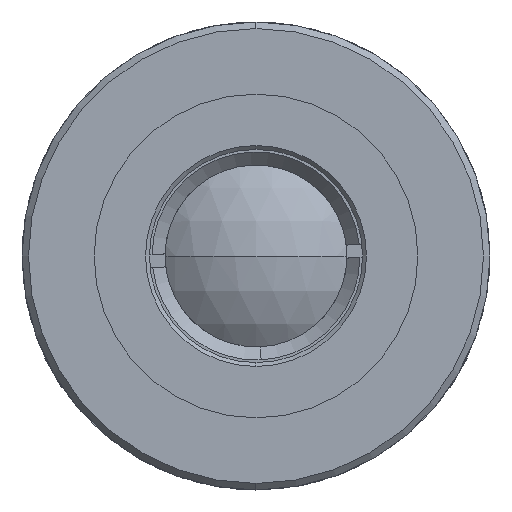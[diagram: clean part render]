
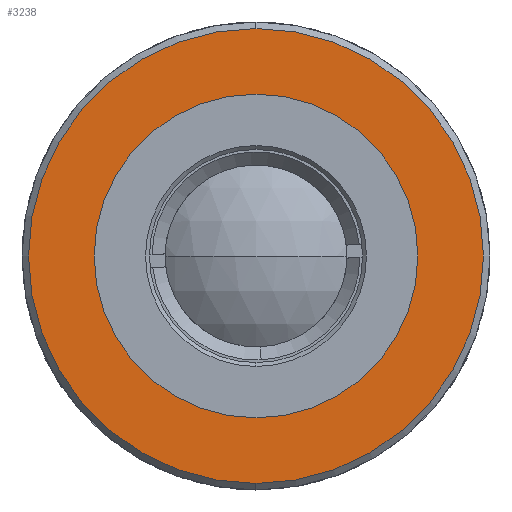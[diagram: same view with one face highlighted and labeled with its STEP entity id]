
A CAD part, left-side view. The second image highlights one B-rep face of the part: STEP entity #3238.
In plain terms, the highlighted planar face has unit normal (-1, 0, 0).
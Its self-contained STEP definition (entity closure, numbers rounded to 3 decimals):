
#403 = FACE_OUTER_BOUND ( 'NONE', #756, .T. ) ;
#453 = CARTESIAN_POINT ( 'NONE',  ( -5.002, 0., 12.45 ) ) ;
#756 = EDGE_LOOP ( 'NONE', ( #1050, #1930 ) ) ;
#1050 = ORIENTED_EDGE ( 'NONE', *, *, #2076, .T. ) ;
#1064 = CARTESIAN_POINT ( 'NONE',  ( -5.002, 0., -17.5 ) ) ;
#1119 = VERTEX_POINT ( 'NONE', #4854 ) ;
#1135 = DIRECTION ( 'NONE',  ( -1., 0., 0. ) ) ;
#1529 = PLANE ( 'NONE',  #2720 ) ;
#1738 = DIRECTION ( 'NONE',  ( 0., 0., -1. ) ) ;
#1854 = FACE_BOUND ( 'NONE', #4909, .T. ) ;
#1880 = EDGE_CURVE ( 'NONE', #2283, #4845, #2587, .T. ) ;
#1930 = ORIENTED_EDGE ( 'NONE', *, *, #2267, .T. ) ;
#2076 = EDGE_CURVE ( 'NONE', #3471, #1119, #2419, .T. ) ;
#2267 = EDGE_CURVE ( 'NONE', #1119, #3471, #3152, .T. ) ;
#2283 = VERTEX_POINT ( 'NONE', #453 ) ;
#2342 = AXIS2_PLACEMENT_3D ( 'NONE', #2895, #4395, #1738 ) ;
#2419 = CIRCLE ( 'NONE', #2342, 17.5 ) ;
#2502 = DIRECTION ( 'NONE',  ( -1., 0., 0. ) ) ;
#2587 = CIRCLE ( 'NONE', #3535, 12.45 ) ;
#2672 = CIRCLE ( 'NONE', #3536, 12.45 ) ;
#2696 = DIRECTION ( 'NONE',  ( 0., 0., -1. ) ) ;
#2720 = AXIS2_PLACEMENT_3D ( 'NONE', #4920, #3466, #3803 ) ;
#2895 = CARTESIAN_POINT ( 'NONE',  ( -5.002, 0., 0. ) ) ;
#3152 = CIRCLE ( 'NONE', #4010, 17.5 ) ;
#3238 = ADVANCED_FACE ( 'NONE', ( #403, #1854 ), #1529, .F. ) ;
#3466 = DIRECTION ( 'NONE',  ( 1., 0., 0. ) ) ;
#3471 = VERTEX_POINT ( 'NONE', #1064 ) ;
#3535 = AXIS2_PLACEMENT_3D ( 'NONE', #3547, #2502, #3985 ) ;
#3536 = AXIS2_PLACEMENT_3D ( 'NONE', #4599, #1135, #3788 ) ;
#3547 = CARTESIAN_POINT ( 'NONE',  ( -5.002, 0., 0. ) ) ;
#3788 = DIRECTION ( 'NONE',  ( 0., 0., 1. ) ) ;
#3803 = DIRECTION ( 'NONE',  ( 0., 0., -1. ) ) ;
#3904 = ORIENTED_EDGE ( 'NONE', *, *, #3986, .F. ) ;
#3943 = CARTESIAN_POINT ( 'NONE',  ( -5.002, 0., -12.45 ) ) ;
#3985 = DIRECTION ( 'NONE',  ( 0., 0., 1. ) ) ;
#3986 = EDGE_CURVE ( 'NONE', #4845, #2283, #2672, .T. ) ;
#4010 = AXIS2_PLACEMENT_3D ( 'NONE', #4578, #4651, #2696 ) ;
#4048 = ORIENTED_EDGE ( 'NONE', *, *, #1880, .F. ) ;
#4395 = DIRECTION ( 'NONE',  ( -1., 0., 0. ) ) ;
#4578 = CARTESIAN_POINT ( 'NONE',  ( -5.002, 0., 0. ) ) ;
#4599 = CARTESIAN_POINT ( 'NONE',  ( -5.002, 0., 0. ) ) ;
#4651 = DIRECTION ( 'NONE',  ( -1., 0., 0. ) ) ;
#4845 = VERTEX_POINT ( 'NONE', #3943 ) ;
#4854 = CARTESIAN_POINT ( 'NONE',  ( -5.002, 0., 17.5 ) ) ;
#4909 = EDGE_LOOP ( 'NONE', ( #4048, #3904 ) ) ;
#4920 = CARTESIAN_POINT ( 'NONE',  ( -5.002, 18., 0. ) ) ;
